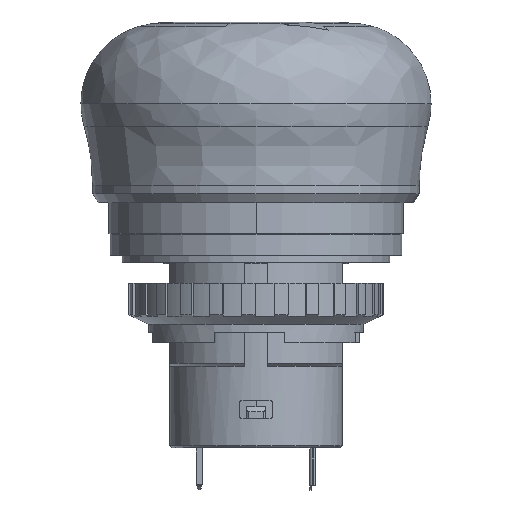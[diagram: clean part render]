
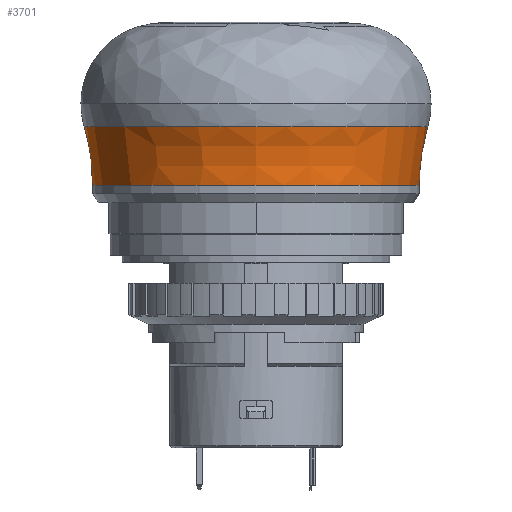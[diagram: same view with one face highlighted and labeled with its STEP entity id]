
A CAD part, front view. The second image highlights one B-rep face of the part: STEP entity #3701.
In plain terms, the highlighted free-form (B-spline) face has degree [3, 3] with [4, 4] control points.
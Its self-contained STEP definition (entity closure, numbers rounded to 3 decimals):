
#272 = ORIENTED_EDGE ( 'NONE', *, *, #730, .F. ) ;
#466 = CARTESIAN_POINT ( 'NONE',  ( -14., 0., -14. ) ) ;
#590 = CIRCLE ( 'NONE', #7037, 14. ) ;
#730 = EDGE_CURVE ( 'NONE', #4554, #2428, #5037, .T. ) ;
#756 = CARTESIAN_POINT ( 'NONE',  ( -14.09, -28.18, -15.797 ) ) ;
#818 = CARTESIAN_POINT ( 'NONE',  ( 15.309, -30.619, -7.26 ) ) ;
#896 = DIRECTION ( 'NONE',  ( 0., -1., 0. ) ) ;
#959 = CIRCLE ( 'NONE', #7416, 14.72 ) ;
#1061 =( BOUNDED_SURFACE ( )  B_SPLINE_SURFACE ( 3, 3, ( 
 ( #8654, #756, #4279, #7799 ),
 ( #11302, #3415, #6933, #10441 ),
 ( #2550, #6063, #9564, #1678 ),
 ( #5194, #8717, #818, #4336 ) ),
 .UNSPECIFIED., .F., .F., .F. ) 
 B_SPLINE_SURFACE_WITH_KNOTS ( ( 4, 4 ),
 ( 4, 4 ),
 ( 0., 1. ),
 ( 0., 1. ),
 .UNSPECIFIED. ) 
 GEOMETRIC_REPRESENTATION_ITEM ( )  RATIONAL_B_SPLINE_SURFACE ( (
 ( 1., 0.333, 0.333, 1.),
 ( 0.981, 0.327, 0.327, 0.981),
 ( 0.981, 0.327, 0.327, 0.981),
 ( 1., 0.333, 0.333, 1.) ) ) 
 REPRESENTATION_ITEM ( '' )  SURFACE ( )  );
#1365 = CARTESIAN_POINT ( 'NONE',  ( 0., 0., -14. ) ) ;
#1622 = CARTESIAN_POINT ( 'NONE',  ( 14.242, 0., -10.6 ) ) ;
#1627 = FACE_OUTER_BOUND ( 'NONE', #5261, .T. ) ;
#1678 = CARTESIAN_POINT ( 'NONE',  ( 14.212, 0., -9.978 ) ) ;
#1833 = CARTESIAN_POINT ( 'NONE',  ( -14., 0., -12.291 ) ) ;
#2185 = CARTESIAN_POINT ( 'NONE',  ( 14., 0., -14. ) ) ;
#2221 = EDGE_CURVE ( 'NONE', #10603, #4554, #959, .T. ) ;
#2428 = VERTEX_POINT ( 'NONE', #2185 ) ;
#2550 = CARTESIAN_POINT ( 'NONE',  ( -14.212, 0., -9.978 ) ) ;
#2637 = CARTESIAN_POINT ( 'NONE',  ( 0., 0., -8.96 ) ) ;
#3038 = CARTESIAN_POINT ( 'NONE',  ( -14.72, 0., -8.96 ) ) ;
#3415 = CARTESIAN_POINT ( 'NONE',  ( -13.797, -27.595, -12.88 ) ) ;
#3701 = ADVANCED_FACE ( 'NONE', ( #1627 ), #1061, .F. ) ;
#4279 = CARTESIAN_POINT ( 'NONE',  ( 14.09, -28.18, -15.797 ) ) ;
#4336 = CARTESIAN_POINT ( 'NONE',  ( 15.309, 0., -7.26 ) ) ;
#4554 = VERTEX_POINT ( 'NONE', #11124 ) ;
#4879 = DIRECTION ( 'NONE',  ( 0., 0., -1. ) ) ;
#5037 =( BOUNDED_CURVE ( )  B_SPLINE_CURVE ( 3, ( #9510, #1622, #5130, #8649 ),
 .UNSPECIFIED., .F., .F. ) 
 B_SPLINE_CURVE_WITH_KNOTS ( ( 4, 4 ),
 ( 0.208, 0.792 ),
 .UNSPECIFIED. ) 
 CURVE ( )  GEOMETRIC_REPRESENTATION_ITEM ( )  RATIONAL_B_SPLINE_CURVE ( ( 0.99, 0.984, 0.984, 0.99 ) ) 
 REPRESENTATION_ITEM ( '' )  );
#5130 = CARTESIAN_POINT ( 'NONE',  ( 14., 0., -12.291 ) ) ;
#5194 = CARTESIAN_POINT ( 'NONE',  ( -15.309, 0., -7.26 ) ) ;
#5261 = EDGE_LOOP ( 'NONE', ( #9890, #5470, #272, #9907 ) ) ;
#5327 =( BOUNDED_CURVE ( )  B_SPLINE_CURVE ( 3, ( #9725, #1833, #5344, #8865 ),
 .UNSPECIFIED., .F., .F. ) 
 B_SPLINE_CURVE_WITH_KNOTS ( ( 4, 4 ),
 ( 0.208, 0.792 ),
 .UNSPECIFIED. ) 
 CURVE ( )  GEOMETRIC_REPRESENTATION_ITEM ( )  RATIONAL_B_SPLINE_CURVE ( ( 0.99, 0.984, 0.984, 0.99 ) ) 
 REPRESENTATION_ITEM ( '' )  );
#5344 = CARTESIAN_POINT ( 'NONE',  ( -14.242, 0., -10.6 ) ) ;
#5470 = ORIENTED_EDGE ( 'NONE', *, *, #8292, .F. ) ;
#6063 = CARTESIAN_POINT ( 'NONE',  ( -14.212, -28.424, -9.978 ) ) ;
#6933 = CARTESIAN_POINT ( 'NONE',  ( 13.797, -27.595, -12.88 ) ) ;
#7037 = AXIS2_PLACEMENT_3D ( 'NONE', #1365, #4879, #8397 ) ;
#7327 = VERTEX_POINT ( 'NONE', #466 ) ;
#7416 = AXIS2_PLACEMENT_3D ( 'NONE', #2637, #8796, #896 ) ;
#7799 = CARTESIAN_POINT ( 'NONE',  ( 14.09, 0., -15.797 ) ) ;
#8292 = EDGE_CURVE ( 'NONE', #2428, #7327, #590, .T. ) ;
#8397 = DIRECTION ( 'NONE',  ( 0., 1., 0. ) ) ;
#8649 = CARTESIAN_POINT ( 'NONE',  ( 14., 0., -14. ) ) ;
#8654 = CARTESIAN_POINT ( 'NONE',  ( -14.09, 0., -15.797 ) ) ;
#8717 = CARTESIAN_POINT ( 'NONE',  ( -15.309, -30.619, -7.26 ) ) ;
#8796 = DIRECTION ( 'NONE',  ( 0., 0., 1. ) ) ;
#8865 = CARTESIAN_POINT ( 'NONE',  ( -14.72, 0., -8.96 ) ) ;
#9510 = CARTESIAN_POINT ( 'NONE',  ( 14.72, 0., -8.96 ) ) ;
#9564 = CARTESIAN_POINT ( 'NONE',  ( 14.212, -28.424, -9.978 ) ) ;
#9725 = CARTESIAN_POINT ( 'NONE',  ( -14., 0., -14. ) ) ;
#9814 = EDGE_CURVE ( 'NONE', #7327, #10603, #5327, .T. ) ;
#9890 = ORIENTED_EDGE ( 'NONE', *, *, #9814, .F. ) ;
#9907 = ORIENTED_EDGE ( 'NONE', *, *, #2221, .F. ) ;
#10441 = CARTESIAN_POINT ( 'NONE',  ( 13.797, 0., -12.88 ) ) ;
#10603 = VERTEX_POINT ( 'NONE', #3038 ) ;
#11124 = CARTESIAN_POINT ( 'NONE',  ( 14.72, 0., -8.96 ) ) ;
#11302 = CARTESIAN_POINT ( 'NONE',  ( -13.797, 0., -12.88 ) ) ;
